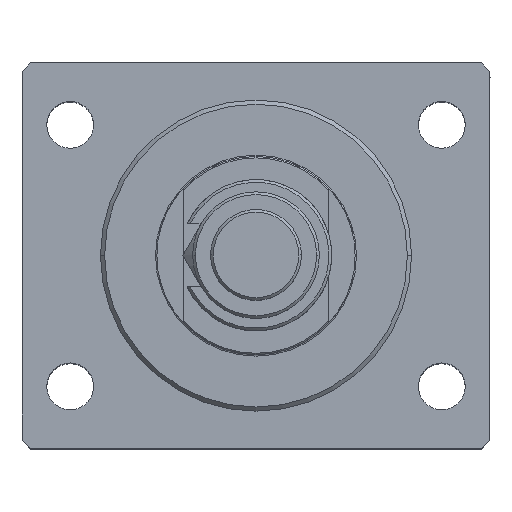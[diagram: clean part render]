
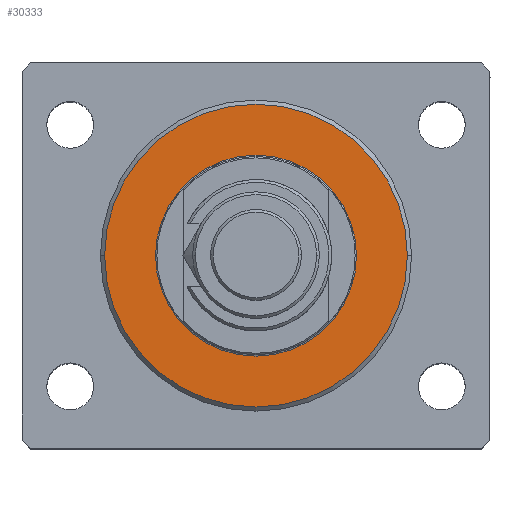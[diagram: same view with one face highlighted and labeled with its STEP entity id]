
A CAD part, top view. The second image highlights one B-rep face of the part: STEP entity #30333.
In plain terms, the highlighted face is planar.
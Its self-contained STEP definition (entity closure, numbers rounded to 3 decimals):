
#1983 = CARTESIAN_POINT ( 'NONE',  ( -55., 0., 0. ) ) ;
#4105 = EDGE_LOOP ( 'NONE', ( #47425, #43416 ) ) ;
#5447 = CARTESIAN_POINT ( 'NONE',  ( 36.5, 0., 0. ) ) ;
#6978 = FACE_BOUND ( 'NONE', #24445, .T. ) ;
#9736 = DIRECTION ( 'NONE',  ( 1., 0., 0. ) ) ;
#10029 = CARTESIAN_POINT ( 'NONE',  ( 0., 0., 0. ) ) ;
#10822 = CARTESIAN_POINT ( 'NONE',  ( 0., 0., 0. ) ) ;
#13259 = EDGE_CURVE ( 'NONE', #46856, #21154, #20062, .T. ) ;
#13346 = DIRECTION ( 'NONE',  ( 0., 0., -1. ) ) ;
#13486 = VERTEX_POINT ( 'NONE', #1983 ) ;
#13529 = AXIS2_PLACEMENT_3D ( 'NONE', #10029, #17235, #31895 ) ;
#13955 = AXIS2_PLACEMENT_3D ( 'NONE', #41396, #15702, #37790 ) ;
#14190 = DIRECTION ( 'NONE',  ( 0., 0., 1. ) ) ;
#14344 = VERTEX_POINT ( 'NONE', #17411 ) ;
#14432 = DIRECTION ( 'NONE',  ( 1., 0., 0. ) ) ;
#15702 = DIRECTION ( 'NONE',  ( 0., 0., 1. ) ) ;
#17235 = DIRECTION ( 'NONE',  ( 0., 0., -1. ) ) ;
#17411 = CARTESIAN_POINT ( 'NONE',  ( 55., 0., 0. ) ) ;
#18593 = EDGE_CURVE ( 'NONE', #21154, #46856, #27764, .T. ) ;
#20062 = CIRCLE ( 'NONE', #40788, 36.5 ) ;
#21154 = VERTEX_POINT ( 'NONE', #38112 ) ;
#24445 = EDGE_LOOP ( 'NONE', ( #47183, #26638 ) ) ;
#25469 = FACE_OUTER_BOUND ( 'NONE', #4105, .T. ) ;
#26638 = ORIENTED_EDGE ( 'NONE', *, *, #18593, .T. ) ;
#27764 = CIRCLE ( 'NONE', #13955, 36.5 ) ;
#28854 = EDGE_CURVE ( 'NONE', #13486, #14344, #35834, .T. ) ;
#28987 = DIRECTION ( 'NONE',  ( 0., 0., 1. ) ) ;
#29232 = DIRECTION ( 'NONE',  ( 1., 0., 0. ) ) ;
#29321 = PLANE ( 'NONE',  #34970 ) ;
#29667 = CIRCLE ( 'NONE', #13529, 55. ) ;
#30333 = ADVANCED_FACE ( 'NONE', ( #6978, #25469 ), #29321, .F. ) ;
#31608 = CARTESIAN_POINT ( 'NONE',  ( 0., 0., 0. ) ) ;
#31895 = DIRECTION ( 'NONE',  ( 1., 0., 0. ) ) ;
#34970 = AXIS2_PLACEMENT_3D ( 'NONE', #10822, #14190, #14432 ) ;
#35834 = CIRCLE ( 'NONE', #41229, 55. ) ;
#36281 = EDGE_CURVE ( 'NONE', #14344, #13486, #29667, .T. ) ;
#37790 = DIRECTION ( 'NONE',  ( 1., 0., 0. ) ) ;
#38112 = CARTESIAN_POINT ( 'NONE',  ( -36.5, 0., 0. ) ) ;
#40788 = AXIS2_PLACEMENT_3D ( 'NONE', #43397, #28987, #29232 ) ;
#41229 = AXIS2_PLACEMENT_3D ( 'NONE', #31608, #13346, #9736 ) ;
#41396 = CARTESIAN_POINT ( 'NONE',  ( 0., 0., 0. ) ) ;
#43397 = CARTESIAN_POINT ( 'NONE',  ( 0., 0., 0. ) ) ;
#43416 = ORIENTED_EDGE ( 'NONE', *, *, #28854, .T. ) ;
#46856 = VERTEX_POINT ( 'NONE', #5447 ) ;
#47183 = ORIENTED_EDGE ( 'NONE', *, *, #13259, .T. ) ;
#47425 = ORIENTED_EDGE ( 'NONE', *, *, #36281, .T. ) ;
